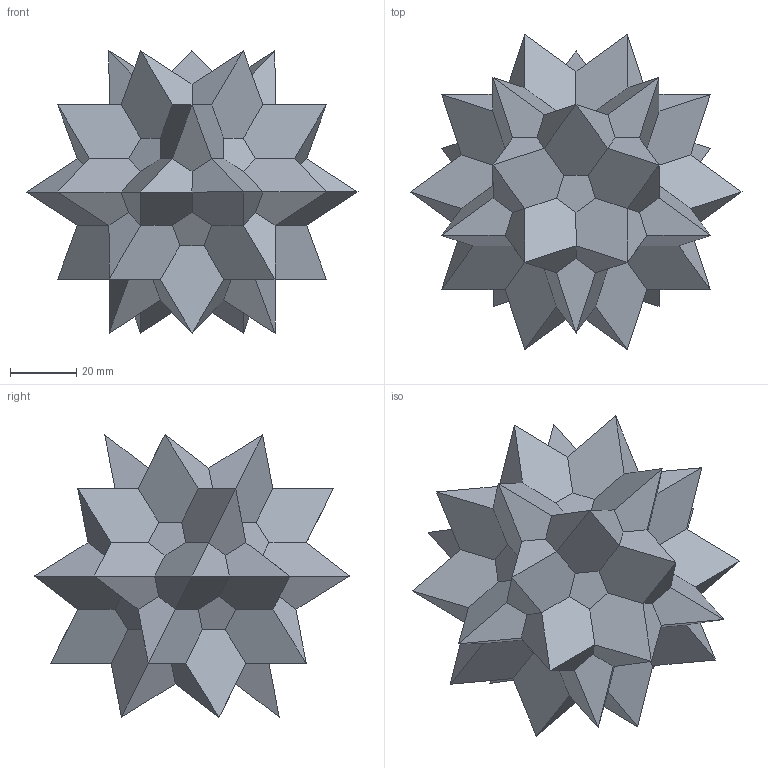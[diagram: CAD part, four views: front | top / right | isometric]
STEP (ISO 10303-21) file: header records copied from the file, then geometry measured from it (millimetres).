
FILE_DESCRIPTION (( 'STEP AP214' ), '1' );
FILE_NAME ('great_icosidodecahedron.step', '2020-02-07T10:35:24', ( '' ), ( '' ), 'SwSTEP 2.0', 'SolidWorks 2019', '' );
FILE_SCHEMA (( 'AUTOMOTIVE_DESIGN' ));
Length unit declared in the file: millimetre
Products named in the file (1): great_icosidodecahedron
Bounding box: 100 x 95.11 x 85.07 mm (x, y, z)
Volume: 183777.1 mm3; surface area: 26618.9 mm2
Topology: 1 solids, 1 shells, 132 faces, 300 edges, 170 vertices
Faces by surface type: plane 72, bspline 60
Entity records: 5830 total; most frequent: CARTESIAN_POINT 1863, ORIENTED_EDGE 600, DIRECTION 326, EDGE_CURVE 300, VECTOR 180, LINE 180, VERTEX_POINT 170, UNCERTAINTY_MEASURE_WITH_UNIT 135
